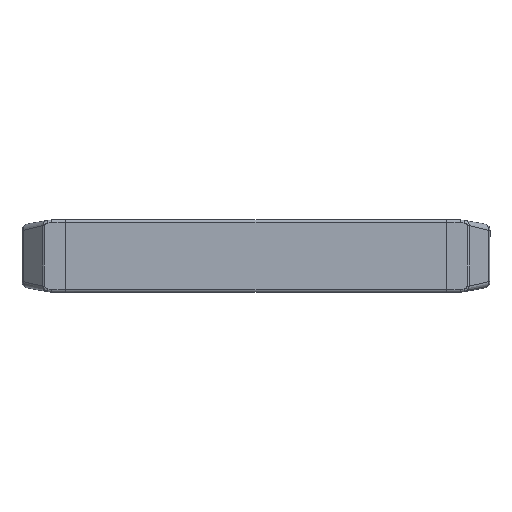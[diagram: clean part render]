
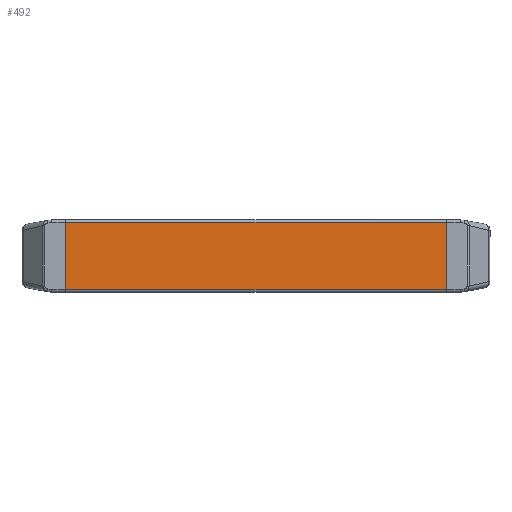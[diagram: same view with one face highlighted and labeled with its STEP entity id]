
A CAD part, top view. The second image highlights one B-rep face of the part: STEP entity #492.
In plain terms, the highlighted planar face has unit normal (0, 0, 1).
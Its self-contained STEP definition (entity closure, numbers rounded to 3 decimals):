
#492 = ADVANCED_FACE ( 'NONE', ( #16058 ), #11281, .T. ) ;
#715 = B_SPLINE_CURVE_WITH_KNOTS ( 'NONE', 3,
 ( #12323, #15990, #1972, #9529 ),
 .UNSPECIFIED., .F., .F.,
 ( 4, 4 ),
 ( 0., 1. ),
 .UNSPECIFIED. ) ;
#1608 = VERTEX_POINT ( 'NONE', #5298 ) ;
#1972 = CARTESIAN_POINT ( 'NONE',  ( -15559.328, -441.667, -450. ) ) ;
#2130 = EDGE_CURVE ( 'NONE', #10395, #9327, #6092, .T. ) ;
#2371 = CARTESIAN_POINT ( 'NONE',  ( -559.328, 1325., -450. ) ) ;
#3537 = CARTESIAN_POINT ( 'NONE',  ( -559.328, 1325., -450. ) ) ;
#3538 = CARTESIAN_POINT ( 'NONE',  ( -10559.328, 1325., -450. ) ) ;
#4261 = EDGE_CURVE ( 'NONE', #16400, #1608, #16523, .T. ) ;
#4296 = CARTESIAN_POINT ( 'NONE',  ( -5559.328, -1325., -450. ) ) ;
#4662 = ORIENTED_EDGE ( 'NONE', *, *, #4261, .F. ) ;
#4868 = DIRECTION ( 'NONE',  ( 0., 0., 1. ) ) ;
#4913 = CARTESIAN_POINT ( 'NONE',  ( -15559.328, 1325., -450. ) ) ;
#5298 = CARTESIAN_POINT ( 'NONE',  ( -15559.328, -1325., -450. ) ) ;
#5549 = CARTESIAN_POINT ( 'NONE',  ( -559.328, -1325., -450. ) ) ;
#6092 = B_SPLINE_CURVE_WITH_KNOTS ( 'NONE', 3,
 ( #2371, #12300, #3538, #8573 ),
 .UNSPECIFIED., .F., .F.,
 ( 4, 4 ),
 ( 0., 1. ),
 .UNSPECIFIED. ) ;
#6307 = CARTESIAN_POINT ( 'NONE',  ( -559.328, -1325., -450. ) ) ;
#8563 = ORIENTED_EDGE ( 'NONE', *, *, #2130, .T. ) ;
#8573 = CARTESIAN_POINT ( 'NONE',  ( -15559.328, 1325., -450. ) ) ;
#8936 = B_SPLINE_CURVE_WITH_KNOTS ( 'NONE', 3,
 ( #10937, #12387, #13474, #3537 ),
 .UNSPECIFIED., .F., .F.,
 ( 4, 4 ),
 ( 0., 1. ),
 .UNSPECIFIED. ) ;
#9327 = VERTEX_POINT ( 'NONE', #4913 ) ;
#9529 = CARTESIAN_POINT ( 'NONE',  ( -15559.328, -1325., -450. ) ) ;
#9793 = EDGE_LOOP ( 'NONE', ( #15927, #4662, #14433, #8563 ) ) ;
#10016 = DIRECTION ( 'NONE',  ( 1., 0., 0. ) ) ;
#10395 = VERTEX_POINT ( 'NONE', #10978 ) ;
#10783 = CARTESIAN_POINT ( 'NONE',  ( -15559.328, -1325., -450. ) ) ;
#10937 = CARTESIAN_POINT ( 'NONE',  ( -559.328, -1325., -450. ) ) ;
#10978 = CARTESIAN_POINT ( 'NONE',  ( -559.328, 1325., -450. ) ) ;
#11281 = PLANE ( 'NONE',  #14298 ) ;
#12300 = CARTESIAN_POINT ( 'NONE',  ( -5559.328, 1325., -450. ) ) ;
#12323 = CARTESIAN_POINT ( 'NONE',  ( -15559.328, 1325., -450. ) ) ;
#12387 = CARTESIAN_POINT ( 'NONE',  ( -559.328, -441.667, -450. ) ) ;
#13474 = CARTESIAN_POINT ( 'NONE',  ( -559.328, 441.667, -450. ) ) ;
#13829 = EDGE_CURVE ( 'NONE', #16400, #10395, #8936, .T. ) ;
#14298 = AXIS2_PLACEMENT_3D ( 'NONE', #16394, #4868, #10016 ) ;
#14313 = CARTESIAN_POINT ( 'NONE',  ( -10559.328, -1325., -450. ) ) ;
#14433 = ORIENTED_EDGE ( 'NONE', *, *, #13829, .T. ) ;
#15660 = EDGE_CURVE ( 'NONE', #9327, #1608, #715, .T. ) ;
#15927 = ORIENTED_EDGE ( 'NONE', *, *, #15660, .T. ) ;
#15990 = CARTESIAN_POINT ( 'NONE',  ( -15559.328, 441.667, -450. ) ) ;
#16058 = FACE_OUTER_BOUND ( 'NONE', #9793, .T. ) ;
#16394 = CARTESIAN_POINT ( 'NONE',  ( -15559.328, 1325., -450. ) ) ;
#16400 = VERTEX_POINT ( 'NONE', #6307 ) ;
#16523 = B_SPLINE_CURVE_WITH_KNOTS ( 'NONE', 3,
 ( #5549, #4296, #14313, #10783 ),
 .UNSPECIFIED., .F., .F.,
 ( 4, 4 ),
 ( 0., 1. ),
 .UNSPECIFIED. ) ;
